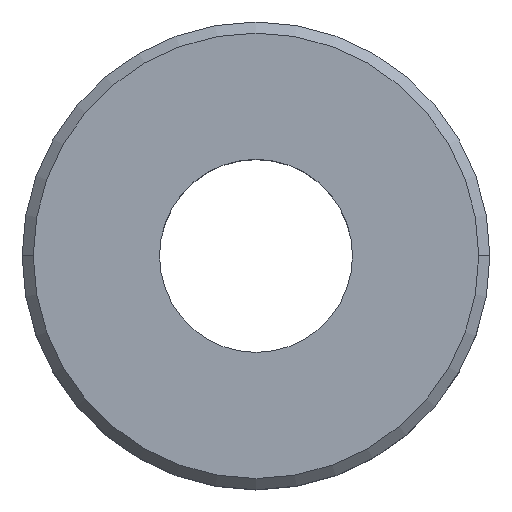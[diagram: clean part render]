
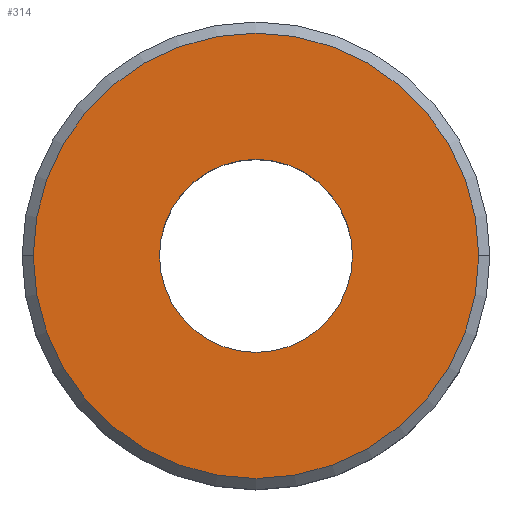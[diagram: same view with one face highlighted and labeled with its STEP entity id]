
A CAD part, top view. The second image highlights one B-rep face of the part: STEP entity #314.
In plain terms, the highlighted planar face has unit normal (0, 0, 1).
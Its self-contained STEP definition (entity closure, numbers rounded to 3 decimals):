
#1 = CARTESIAN_POINT ( 'NONE',  ( 30., 0., 12.75 ) ) ;
#11 = EDGE_LOOP ( 'NONE', ( #265, #82 ) ) ;
#27 = EDGE_LOOP ( 'NONE', ( #341, #92 ) ) ;
#30 = VERTEX_POINT ( 'NONE', #1 ) ;
#33 = CARTESIAN_POINT ( 'NONE',  ( 0., 0., 12.75 ) ) ;
#36 = DIRECTION ( 'NONE',  ( 0., 0., 1. ) ) ;
#37 = CARTESIAN_POINT ( 'NONE',  ( -30., 0., 12.75 ) ) ;
#67 = VERTEX_POINT ( 'NONE', #37 ) ;
#68 = DIRECTION ( 'NONE',  ( 1., 0., 0. ) ) ;
#70 = CARTESIAN_POINT ( 'NONE',  ( 0., 0., 12.75 ) ) ;
#73 = AXIS2_PLACEMENT_3D ( 'NONE', #204, #336, #125 ) ;
#79 = DIRECTION ( 'NONE',  ( 0., 0., 1. ) ) ;
#82 = ORIENTED_EDGE ( 'NONE', *, *, #157, .T. ) ;
#92 = ORIENTED_EDGE ( 'NONE', *, *, #136, .F. ) ;
#97 = DIRECTION ( 'NONE',  ( 0., 0., 1. ) ) ;
#115 = AXIS2_PLACEMENT_3D ( 'NONE', #308, #206, #233 ) ;
#122 = EDGE_CURVE ( 'NONE', #67, #30, #238, .T. ) ;
#125 = DIRECTION ( 'NONE',  ( 1., 0., 0. ) ) ;
#136 = EDGE_CURVE ( 'NONE', #139, #191, #253, .T. ) ;
#139 = VERTEX_POINT ( 'NONE', #251 ) ;
#157 = EDGE_CURVE ( 'NONE', #30, #67, #235, .T. ) ;
#165 = AXIS2_PLACEMENT_3D ( 'NONE', #70, #97, #68 ) ;
#177 = PLANE ( 'NONE',  #115 ) ;
#191 = VERTEX_POINT ( 'NONE', #318 ) ;
#201 = FACE_BOUND ( 'NONE', #27, .T. ) ;
#202 = DIRECTION ( 'NONE',  ( 1., 0., 0. ) ) ;
#204 = CARTESIAN_POINT ( 'NONE',  ( 0., 0., 12.75 ) ) ;
#206 = DIRECTION ( 'NONE',  ( 0., 0., -1. ) ) ;
#224 = AXIS2_PLACEMENT_3D ( 'NONE', #33, #36, #347 ) ;
#233 = DIRECTION ( 'NONE',  ( -1., 0., 0. ) ) ;
#235 = CIRCLE ( 'NONE', #73, 30. ) ;
#238 = CIRCLE ( 'NONE', #165, 30. ) ;
#242 = CIRCLE ( 'NONE', #330, 13. ) ;
#251 = CARTESIAN_POINT ( 'NONE',  ( -13., 0., 12.75 ) ) ;
#253 = CIRCLE ( 'NONE', #224, 13. ) ;
#265 = ORIENTED_EDGE ( 'NONE', *, *, #122, .T. ) ;
#308 = CARTESIAN_POINT ( 'NONE',  ( 0., 13., 12.75 ) ) ;
#314 = ADVANCED_FACE ( 'NONE', ( #201, #316 ), #177, .F. ) ;
#316 = FACE_OUTER_BOUND ( 'NONE', #11, .T. ) ;
#318 = CARTESIAN_POINT ( 'NONE',  ( 13., 0., 12.75 ) ) ;
#330 = AXIS2_PLACEMENT_3D ( 'NONE', #331, #79, #202 ) ;
#331 = CARTESIAN_POINT ( 'NONE',  ( 0., 0., 12.75 ) ) ;
#336 = DIRECTION ( 'NONE',  ( 0., 0., 1. ) ) ;
#341 = ORIENTED_EDGE ( 'NONE', *, *, #343, .F. ) ;
#343 = EDGE_CURVE ( 'NONE', #191, #139, #242, .T. ) ;
#347 = DIRECTION ( 'NONE',  ( 1., 0., 0. ) ) ;
